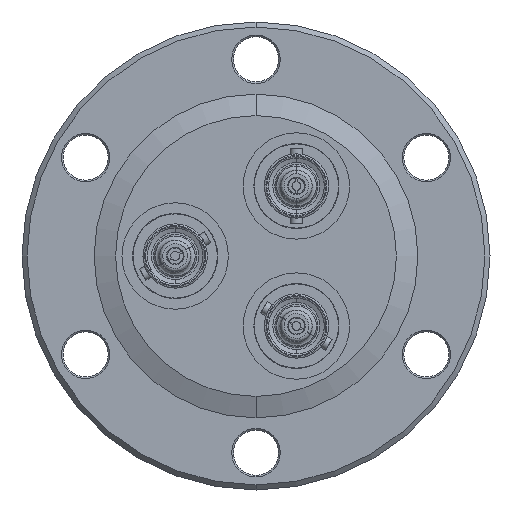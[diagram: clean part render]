
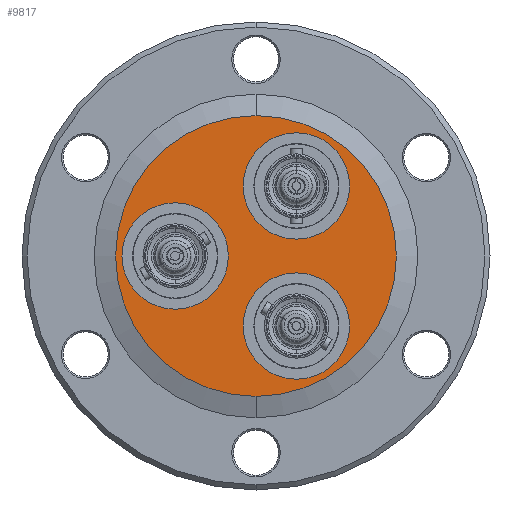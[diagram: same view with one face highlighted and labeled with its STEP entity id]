
A CAD part, front view. The second image highlights one B-rep face of the part: STEP entity #9817.
In plain terms, the highlighted planar face has unit normal (0, -1, 0).
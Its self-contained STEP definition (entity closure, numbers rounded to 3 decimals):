
#78 = AXIS2_PLACEMENT_3D ( 'NONE', #7758, #26647, #22003 ) ;
#891 = AXIS2_PLACEMENT_3D ( 'NONE', #15094, #3486, #22371 ) ;
#920 = CIRCLE ( 'NONE', #20708, 20.955 ) ;
#1002 = CARTESIAN_POINT ( 'NONE',  ( 6.033, -11.405, 10.449 ) ) ;
#1708 = VERTEX_POINT ( 'NONE', #29394 ) ;
#2635 = ORIENTED_EDGE ( 'NONE', *, *, #17016, .F. ) ;
#2760 = DIRECTION ( 'NONE',  ( 0., 0., 1. ) ) ;
#2920 = FACE_BOUND ( 'NONE', #24147, .T. ) ;
#2977 = EDGE_CURVE ( 'NONE', #4525, #21911, #920, .T. ) ;
#3486 = DIRECTION ( 'NONE',  ( 0., -1., 0. ) ) ;
#3601 = DIRECTION ( 'NONE',  ( 0., 0., -1. ) ) ;
#4525 = VERTEX_POINT ( 'NONE', #26035 ) ;
#5580 = EDGE_LOOP ( 'NONE', ( #24044, #8519 ) ) ;
#5736 = CARTESIAN_POINT ( 'NONE',  ( -12.065, -11.405, 7.937 ) ) ;
#5860 = CIRCLE ( 'NONE', #27108, 20.955 ) ;
#5991 = CARTESIAN_POINT ( 'NONE',  ( 0., -11.405, 20.955 ) ) ;
#6113 = EDGE_LOOP ( 'NONE', ( #2635, #29571 ) ) ;
#6367 = CARTESIAN_POINT ( 'NONE',  ( -12.065, -11.405, 0. ) ) ;
#7758 = CARTESIAN_POINT ( 'NONE',  ( 6.033, -11.405, -10.449 ) ) ;
#8128 = EDGE_CURVE ( 'NONE', #1708, #16777, #13430, .T. ) ;
#8393 = CARTESIAN_POINT ( 'NONE',  ( 6.033, -11.405, 10.449 ) ) ;
#8519 = ORIENTED_EDGE ( 'NONE', *, *, #18284, .T. ) ;
#8870 = ORIENTED_EDGE ( 'NONE', *, *, #8128, .F. ) ;
#9805 = CARTESIAN_POINT ( 'NONE',  ( 6.033, -11.405, -10.449 ) ) ;
#9817 = ADVANCED_FACE ( 'NONE', ( #26607, #2920, #12368, #19501 ), #10042, .F. ) ;
#10042 = PLANE ( 'NONE',  #11401 ) ;
#10481 = CIRCLE ( 'NONE', #24910, 7.938 ) ;
#10860 = DIRECTION ( 'NONE',  ( 0., -1., 0. ) ) ;
#11238 = CARTESIAN_POINT ( 'NONE',  ( -12.065, -11.405, -7.938 ) ) ;
#11401 = AXIS2_PLACEMENT_3D ( 'NONE', #23984, #28939, #2760 ) ;
#11837 = VERTEX_POINT ( 'NONE', #29180 ) ;
#11880 = EDGE_CURVE ( 'NONE', #16777, #1708, #10481, .T. ) ;
#12368 = FACE_BOUND ( 'NONE', #27571, .T. ) ;
#13181 = DIRECTION ( 'NONE',  ( 0., -1., 0. ) ) ;
#13430 = CIRCLE ( 'NONE', #78, 7.938 ) ;
#13615 = DIRECTION ( 'NONE',  ( 0., -1., 0. ) ) ;
#14129 = ORIENTED_EDGE ( 'NONE', *, *, #30032, .F. ) ;
#14162 = CARTESIAN_POINT ( 'NONE',  ( 6.033, -11.405, -18.386 ) ) ;
#15094 = CARTESIAN_POINT ( 'NONE',  ( -12.065, -11.405, 0. ) ) ;
#15338 = CIRCLE ( 'NONE', #21763, 7.938 ) ;
#16099 = DIRECTION ( 'NONE',  ( 0., 0., -1. ) ) ;
#16341 = AXIS2_PLACEMENT_3D ( 'NONE', #8393, #13181, #24970 ) ;
#16777 = VERTEX_POINT ( 'NONE', #14162 ) ;
#17016 = EDGE_CURVE ( 'NONE', #22993, #28732, #15338, .T. ) ;
#17175 = ORIENTED_EDGE ( 'NONE', *, *, #19392, .F. ) ;
#17708 = DIRECTION ( 'NONE',  ( 0., 0., -1. ) ) ;
#17743 = VERTEX_POINT ( 'NONE', #21489 ) ;
#18144 = EDGE_CURVE ( 'NONE', #28732, #22993, #30560, .T. ) ;
#18269 = AXIS2_PLACEMENT_3D ( 'NONE', #1002, #27162, #25010 ) ;
#18284 = EDGE_CURVE ( 'NONE', #21911, #4525, #5860, .T. ) ;
#19392 = EDGE_CURVE ( 'NONE', #11837, #17743, #24198, .T. ) ;
#19501 = FACE_OUTER_BOUND ( 'NONE', #5580, .T. ) ;
#19596 = DIRECTION ( 'NONE',  ( 0., -1., 0. ) ) ;
#20052 = CARTESIAN_POINT ( 'NONE',  ( 0., -11.405, 0. ) ) ;
#20708 = AXIS2_PLACEMENT_3D ( 'NONE', #20732, #13615, #27698 ) ;
#20732 = CARTESIAN_POINT ( 'NONE',  ( 0., -11.405, 0. ) ) ;
#21489 = CARTESIAN_POINT ( 'NONE',  ( 6.033, -11.405, 18.386 ) ) ;
#21763 = AXIS2_PLACEMENT_3D ( 'NONE', #6367, #10860, #3601 ) ;
#21911 = VERTEX_POINT ( 'NONE', #5991 ) ;
#22003 = DIRECTION ( 'NONE',  ( 0., 0., -1. ) ) ;
#22371 = DIRECTION ( 'NONE',  ( 0., 0., -1. ) ) ;
#22993 = VERTEX_POINT ( 'NONE', #11238 ) ;
#23984 = CARTESIAN_POINT ( 'NONE',  ( -7.779, -11.405, -7.424 ) ) ;
#24044 = ORIENTED_EDGE ( 'NONE', *, *, #2977, .T. ) ;
#24147 = EDGE_LOOP ( 'NONE', ( #17175, #14129 ) ) ;
#24198 = CIRCLE ( 'NONE', #18269, 7.938 ) ;
#24910 = AXIS2_PLACEMENT_3D ( 'NONE', #9805, #29631, #16099 ) ;
#24970 = DIRECTION ( 'NONE',  ( 0., 0., -1. ) ) ;
#25010 = DIRECTION ( 'NONE',  ( 0., 0., -1. ) ) ;
#26035 = CARTESIAN_POINT ( 'NONE',  ( 0., -11.405, -20.955 ) ) ;
#26607 = FACE_BOUND ( 'NONE', #6113, .T. ) ;
#26647 = DIRECTION ( 'NONE',  ( 0., -1., 0. ) ) ;
#27108 = AXIS2_PLACEMENT_3D ( 'NONE', #20052, #19596, #17708 ) ;
#27162 = DIRECTION ( 'NONE',  ( 0., -1., 0. ) ) ;
#27571 = EDGE_LOOP ( 'NONE', ( #30658, #8870 ) ) ;
#27698 = DIRECTION ( 'NONE',  ( 0., 0., -1. ) ) ;
#28732 = VERTEX_POINT ( 'NONE', #5736 ) ;
#28939 = DIRECTION ( 'NONE',  ( 0., 1., 0. ) ) ;
#29180 = CARTESIAN_POINT ( 'NONE',  ( 6.033, -11.405, 2.511 ) ) ;
#29394 = CARTESIAN_POINT ( 'NONE',  ( 6.033, -11.405, -2.511 ) ) ;
#29571 = ORIENTED_EDGE ( 'NONE', *, *, #18144, .F. ) ;
#29631 = DIRECTION ( 'NONE',  ( 0., -1., 0. ) ) ;
#29701 = CIRCLE ( 'NONE', #16341, 7.938 ) ;
#30032 = EDGE_CURVE ( 'NONE', #17743, #11837, #29701, .T. ) ;
#30560 = CIRCLE ( 'NONE', #891, 7.938 ) ;
#30658 = ORIENTED_EDGE ( 'NONE', *, *, #11880, .F. ) ;
